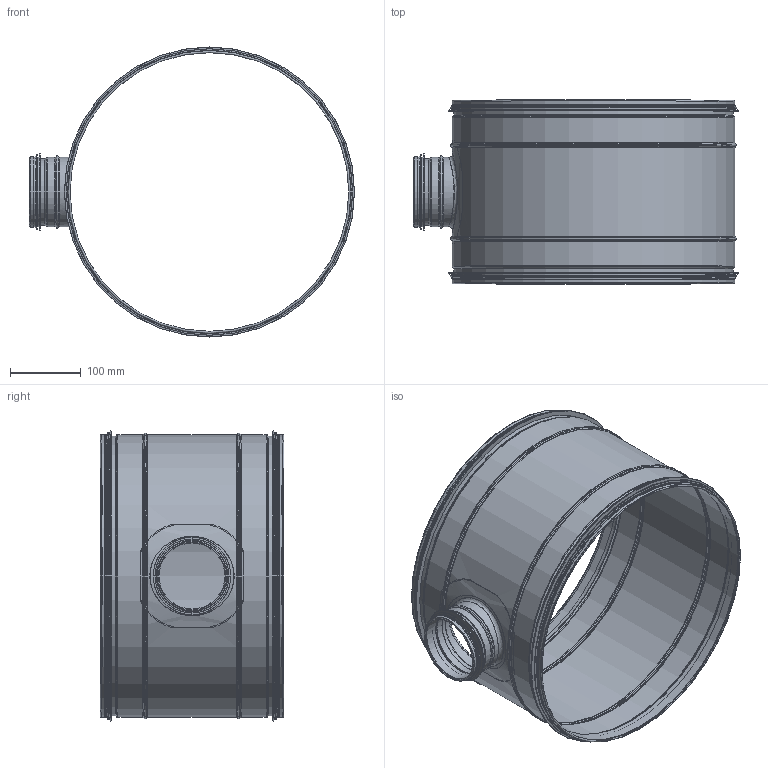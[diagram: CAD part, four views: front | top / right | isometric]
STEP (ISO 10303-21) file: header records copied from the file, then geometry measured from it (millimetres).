
FILE_DESCRIPTION((''),'2;1');
FILE_NAME('HTK_400-100.stp','2014-02-20T15:51:58',(''),(''),'Autodesk Inventor 2013','Autodesk Inventor 2013','');
FILE_SCHEMA(('AUTOMOTIVE_DESIGN { 1 2 10303 214 0 1 1 1 }'));
Length unit declared in the file: millimetre
Products named in the file (6): HTK_400-100; HTKRörämne_400-100; 999009; HPS_400-100; HPSRörämne_400-100; 999003
Assembly tree (6 placements, depth 3):
  HTK_400-100
    HTKRörämne_400-100
    999009  x2
    HPS_400-100
      HPSRörämne_400-100
      999003
Bounding box: 458.4 x 258.99 x 409.2 mm (x, y, z)
Volume: 281239 mm3; surface area: 877372.7 mm2
Topology: 5 solids, 5 shells, 150 faces, 300 edges, 170 vertices
Faces by surface type: cylinder 51, torus 51, cone 24, plane 22, bspline 2
Full cylindrical faces by diameter (mm): 93.25 x1, 94.25 x1, 95.45 x1, 97.05 x1, 98.05 x6, 99.05 x1, 104.45 x1, 109.45 x1, 393 x2, 394 x2, 395.2 x2, 397.8 x11, 398.8 x5, 404.2 x2, 409.2 x2
Entity records: 3824 total; most frequent: CARTESIAN_POINT 1136, DIRECTION 542, ORIENTED_EDGE 332, AXIS2_PLACEMENT_3D 265, EDGE_LOOP 246, EDGE_CURVE 166, VERTEX_POINT 148, STYLED_ITEM 135
